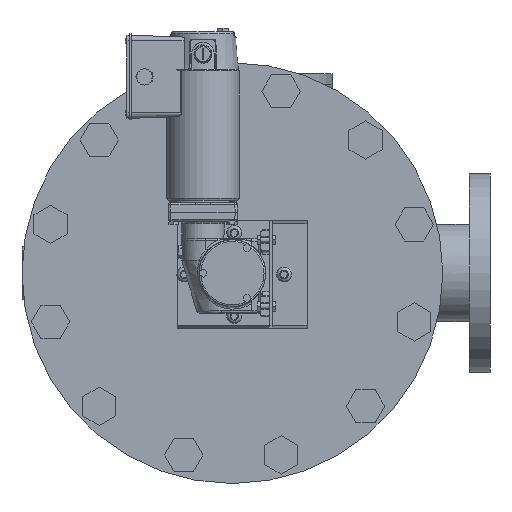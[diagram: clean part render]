
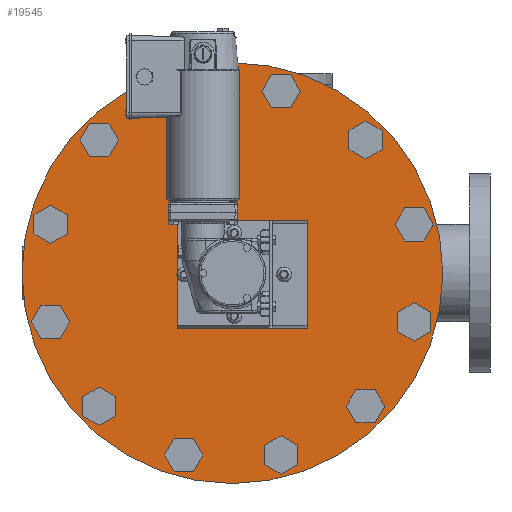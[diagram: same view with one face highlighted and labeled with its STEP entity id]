
A CAD part, left-side view. The second image highlights one B-rep face of the part: STEP entity #19545.
In plain terms, the highlighted planar face has unit normal (-1, 0, 0).
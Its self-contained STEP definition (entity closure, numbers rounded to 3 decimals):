
#55 = CIRCLE ( 'NONE', #31623, 12.7 ) ;
#81 = AXIS2_PLACEMENT_3D ( 'NONE', #18080, #300, #21094 ) ;
#300 = DIRECTION ( 'NONE',  ( -1., 0., 0. ) ) ;
#432 = EDGE_LOOP ( 'NONE', ( #13665 ) ) ;
#533 = EDGE_LOOP ( 'NONE', ( #20707 ) ) ;
#632 = DIRECTION ( 'NONE',  ( 0., -1., 0. ) ) ;
#1113 = ORIENTED_EDGE ( 'NONE', *, *, #21859, .F. ) ;
#1340 = VERTEX_POINT ( 'NONE', #14998 ) ;
#2638 = CARTESIAN_POINT ( 'NONE',  ( 0., -208.543, -55.879 ) ) ;
#2687 = EDGE_LOOP ( 'NONE', ( #33839 ) ) ;
#3094 = DIRECTION ( 'NONE',  ( 0., -1., 0. ) ) ;
#3229 = DIRECTION ( 'NONE',  ( -1., 0., 0. ) ) ;
#3386 = AXIS2_PLACEMENT_3D ( 'NONE', #32278, #17480, #3094 ) ;
#3425 = CARTESIAN_POINT ( 'NONE',  ( 0., -208.543, 55.879 ) ) ;
#3783 = DIRECTION ( 'NONE',  ( 0., -1., 0. ) ) ;
#3861 = CIRCLE ( 'NONE', #10111, 12.7 ) ;
#3900 = DIRECTION ( 'NONE',  ( -1., 0., 0. ) ) ;
#4406 = AXIS2_PLACEMENT_3D ( 'NONE', #3425, #9639, #9272 ) ;
#4487 = FACE_BOUND ( 'NONE', #33634, .T. ) ;
#4646 = EDGE_CURVE ( 'NONE', #34457, #34457, #27670, .T. ) ;
#4693 = AXIS2_PLACEMENT_3D ( 'NONE', #34035, #10196, #36531 ) ;
#4964 = PLANE ( 'NONE',  #15977 ) ;
#5164 = DIRECTION ( 'NONE',  ( 0., -1., 0. ) ) ;
#5607 = VERTEX_POINT ( 'NONE', #35228 ) ;
#6391 = CIRCLE ( 'NONE', #4406, 12.7 ) ;
#7135 = CARTESIAN_POINT ( 'NONE',  ( 0., 152.664, 152.664 ) ) ;
#7255 = CARTESIAN_POINT ( 'NONE',  ( 0., 152.664, -152.664 ) ) ;
#7281 = FACE_BOUND ( 'NONE', #18364, .T. ) ;
#7705 = ORIENTED_EDGE ( 'NONE', *, *, #26781, .F. ) ;
#7767 = FACE_BOUND ( 'NONE', #10940, .T. ) ;
#7813 = CIRCLE ( 'NONE', #29747, 12.7 ) ;
#8076 = DIRECTION ( 'NONE',  ( 1., 0., 0. ) ) ;
#8724 = CIRCLE ( 'NONE', #81, 12.7 ) ;
#8861 = DIRECTION ( 'NONE',  ( -1., 0., 0. ) ) ;
#8869 = DIRECTION ( 'NONE',  ( -1., 0., 0. ) ) ;
#8892 = VERTEX_POINT ( 'NONE', #34717 ) ;
#8998 = DIRECTION ( 'NONE',  ( -1., 0., 0. ) ) ;
#9272 = DIRECTION ( 'NONE',  ( 0., -1., 0. ) ) ;
#9312 = AXIS2_PLACEMENT_3D ( 'NONE', #9642, #36212, #24555 ) ;
#9425 = CARTESIAN_POINT ( 'NONE',  ( 0., -68.579, 208.543 ) ) ;
#9639 = DIRECTION ( 'NONE',  ( -1., 0., 0. ) ) ;
#9642 = CARTESIAN_POINT ( 'NONE',  ( 0., 0., 0. ) ) ;
#10111 = AXIS2_PLACEMENT_3D ( 'NONE', #25890, #35096, #5164 ) ;
#10196 = DIRECTION ( 'NONE',  ( -1., 0., 0. ) ) ;
#10241 = DIRECTION ( 'NONE',  ( -1., 0., 0. ) ) ;
#10556 = AXIS2_PLACEMENT_3D ( 'NONE', #30219, #3900, #632 ) ;
#10665 = DIRECTION ( 'NONE',  ( 0., 1., 0. ) ) ;
#10940 = EDGE_LOOP ( 'NONE', ( #1113 ) ) ;
#11148 = VERTEX_POINT ( 'NONE', #30039 ) ;
#11841 = EDGE_LOOP ( 'NONE', ( #23292 ) ) ;
#11919 = CARTESIAN_POINT ( 'NONE',  ( 0., 139.964, 152.664 ) ) ;
#11977 = CARTESIAN_POINT ( 'NONE',  ( 0., 55.879, -208.543 ) ) ;
#12051 = VERTEX_POINT ( 'NONE', #24591 ) ;
#12212 = CARTESIAN_POINT ( 'NONE',  ( 0., 195.843, -55.879 ) ) ;
#12420 = EDGE_CURVE ( 'NONE', #25575, #25575, #26469, .T. ) ;
#13298 = FACE_BOUND ( 'NONE', #20379, .T. ) ;
#13398 = EDGE_CURVE ( 'NONE', #8892, #8892, #33637, .T. ) ;
#13665 = ORIENTED_EDGE ( 'NONE', *, *, #27765, .F. ) ;
#13955 = VERTEX_POINT ( 'NONE', #38078 ) ;
#14239 = FACE_BOUND ( 'NONE', #432, .T. ) ;
#14691 = ORIENTED_EDGE ( 'NONE', *, *, #13398, .F. ) ;
#14998 = CARTESIAN_POINT ( 'NONE',  ( 0., 43.179, -208.543 ) ) ;
#15630 = FACE_BOUND ( 'NONE', #37488, .T. ) ;
#15977 = AXIS2_PLACEMENT_3D ( 'NONE', #22858, #8076, #10665 ) ;
#16103 = ORIENTED_EDGE ( 'NONE', *, *, #34247, .F. ) ;
#16566 = CARTESIAN_POINT ( 'NONE',  ( 0., -68.579, -208.543 ) ) ;
#17471 = CARTESIAN_POINT ( 'NONE',  ( 0., -221.243, 55.879 ) ) ;
#17480 = DIRECTION ( 'NONE',  ( -1., 0., 0. ) ) ;
#17678 = DIRECTION ( 'NONE',  ( 0., -1., 0. ) ) ;
#17894 = DIRECTION ( 'NONE',  ( 0., -1., 0. ) ) ;
#18054 = DIRECTION ( 'NONE',  ( 0., -1., 0. ) ) ;
#18075 = AXIS2_PLACEMENT_3D ( 'NONE', #23877, #3229, #17894 ) ;
#18080 = CARTESIAN_POINT ( 'NONE',  ( 0., -152.664, -152.664 ) ) ;
#18132 = VERTEX_POINT ( 'NONE', #28895 ) ;
#18364 = EDGE_LOOP ( 'NONE', ( #20248 ) ) ;
#18888 = FACE_BOUND ( 'NONE', #26961, .T. ) ;
#18928 = EDGE_LOOP ( 'NONE', ( #19191 ) ) ;
#19029 = EDGE_CURVE ( 'NONE', #13955, #13955, #8724, .T. ) ;
#19121 = EDGE_CURVE ( 'NONE', #38067, #38067, #23568, .T. ) ;
#19191 = ORIENTED_EDGE ( 'NONE', *, *, #12420, .F. ) ;
#19325 = FACE_BOUND ( 'NONE', #18928, .T. ) ;
#19545 = ADVANCED_FACE ( 'NONE', ( #18888, #37438, #13298, #7281, #14239, #28651, #36050, #4487, #19325, #15630, #7767, #38391, #29580 ), #4964, .F. ) ;
#19789 = EDGE_CURVE ( 'NONE', #5607, #5607, #30430, .T. ) ;
#20248 = ORIENTED_EDGE ( 'NONE', *, *, #35785, .F. ) ;
#20379 = EDGE_LOOP ( 'NONE', ( #16103 ) ) ;
#20442 = ORIENTED_EDGE ( 'NONE', *, *, #19789, .F. ) ;
#20707 = ORIENTED_EDGE ( 'NONE', *, *, #4646, .F. ) ;
#21094 = DIRECTION ( 'NONE',  ( 0., -1., 0. ) ) ;
#21859 = EDGE_CURVE ( 'NONE', #18132, #18132, #7813, .T. ) ;
#22751 = EDGE_CURVE ( 'NONE', #36209, #36209, #6391, .T. ) ;
#22858 = CARTESIAN_POINT ( 'NONE',  ( 0., 0., 0. ) ) ;
#23292 = ORIENTED_EDGE ( 'NONE', *, *, #19121, .F. ) ;
#23568 = CIRCLE ( 'NONE', #9312, 241.3 ) ;
#23781 = CARTESIAN_POINT ( 'NONE',  ( 0., -152.664, 152.664 ) ) ;
#23877 = CARTESIAN_POINT ( 'NONE',  ( 0., -55.879, 208.543 ) ) ;
#24282 = EDGE_LOOP ( 'NONE', ( #14691 ) ) ;
#24555 = DIRECTION ( 'NONE',  ( 0., 1., 0. ) ) ;
#24574 = CIRCLE ( 'NONE', #29934, 12.7 ) ;
#24591 = CARTESIAN_POINT ( 'NONE',  ( 0., 43.179, 208.543 ) ) ;
#25575 = VERTEX_POINT ( 'NONE', #16566 ) ;
#25890 = CARTESIAN_POINT ( 'NONE',  ( 0., 55.879, 208.543 ) ) ;
#25976 = VERTEX_POINT ( 'NONE', #11919 ) ;
#26034 = EDGE_LOOP ( 'NONE', ( #27722 ) ) ;
#26469 = CIRCLE ( 'NONE', #3386, 12.7 ) ;
#26781 = EDGE_CURVE ( 'NONE', #1340, #1340, #55, .T. ) ;
#26961 = EDGE_LOOP ( 'NONE', ( #20442 ) ) ;
#27670 = CIRCLE ( 'NONE', #4693, 12.7 ) ;
#27722 = ORIENTED_EDGE ( 'NONE', *, *, #29039, .F. ) ;
#27765 = EDGE_CURVE ( 'NONE', #11148, #11148, #27901, .T. ) ;
#27869 = DIRECTION ( 'NONE',  ( 0., -1., 0. ) ) ;
#27901 = CIRCLE ( 'NONE', #30865, 12.7 ) ;
#27999 = DIRECTION ( 'NONE',  ( -1., 0., 0. ) ) ;
#28651 = FACE_BOUND ( 'NONE', #2687, .T. ) ;
#28895 = CARTESIAN_POINT ( 'NONE',  ( 0., 139.964, -152.664 ) ) ;
#29039 = EDGE_CURVE ( 'NONE', #25976, #25976, #24574, .T. ) ;
#29403 = CARTESIAN_POINT ( 'NONE',  ( 0., 241.3, 0. ) ) ;
#29580 = FACE_OUTER_BOUND ( 'NONE', #11841, .T. ) ;
#29747 = AXIS2_PLACEMENT_3D ( 'NONE', #7255, #27999, #36805 ) ;
#29934 = AXIS2_PLACEMENT_3D ( 'NONE', #7135, #10241, #27869 ) ;
#30039 = CARTESIAN_POINT ( 'NONE',  ( 0., -165.364, 152.664 ) ) ;
#30190 = CIRCLE ( 'NONE', #18075, 12.7 ) ;
#30219 = CARTESIAN_POINT ( 'NONE',  ( 0., 208.543, 55.879 ) ) ;
#30430 = CIRCLE ( 'NONE', #10556, 12.7 ) ;
#30865 = AXIS2_PLACEMENT_3D ( 'NONE', #23781, #8861, #18054 ) ;
#31623 = AXIS2_PLACEMENT_3D ( 'NONE', #11977, #8998, #3783 ) ;
#32278 = CARTESIAN_POINT ( 'NONE',  ( 0., -55.879, -208.543 ) ) ;
#33366 = VERTEX_POINT ( 'NONE', #9425 ) ;
#33634 = EDGE_LOOP ( 'NONE', ( #34891 ) ) ;
#33637 = CIRCLE ( 'NONE', #34942, 12.7 ) ;
#33839 = ORIENTED_EDGE ( 'NONE', *, *, #22751, .F. ) ;
#34035 = CARTESIAN_POINT ( 'NONE',  ( 0., 208.543, -55.879 ) ) ;
#34247 = EDGE_CURVE ( 'NONE', #12051, #12051, #3861, .T. ) ;
#34457 = VERTEX_POINT ( 'NONE', #12212 ) ;
#34717 = CARTESIAN_POINT ( 'NONE',  ( 0., -221.243, -55.879 ) ) ;
#34891 = ORIENTED_EDGE ( 'NONE', *, *, #19029, .F. ) ;
#34942 = AXIS2_PLACEMENT_3D ( 'NONE', #2638, #8869, #17678 ) ;
#35096 = DIRECTION ( 'NONE',  ( -1., 0., 0. ) ) ;
#35228 = CARTESIAN_POINT ( 'NONE',  ( 0., 195.843, 55.879 ) ) ;
#35785 = EDGE_CURVE ( 'NONE', #33366, #33366, #30190, .T. ) ;
#36050 = FACE_BOUND ( 'NONE', #24282, .T. ) ;
#36209 = VERTEX_POINT ( 'NONE', #17471 ) ;
#36212 = DIRECTION ( 'NONE',  ( 1., 0., 0. ) ) ;
#36531 = DIRECTION ( 'NONE',  ( 0., -1., 0. ) ) ;
#36805 = DIRECTION ( 'NONE',  ( 0., -1., 0. ) ) ;
#37438 = FACE_BOUND ( 'NONE', #26034, .T. ) ;
#37488 = EDGE_LOOP ( 'NONE', ( #7705 ) ) ;
#38067 = VERTEX_POINT ( 'NONE', #29403 ) ;
#38078 = CARTESIAN_POINT ( 'NONE',  ( 0., -165.364, -152.664 ) ) ;
#38391 = FACE_BOUND ( 'NONE', #533, .T. ) ;
